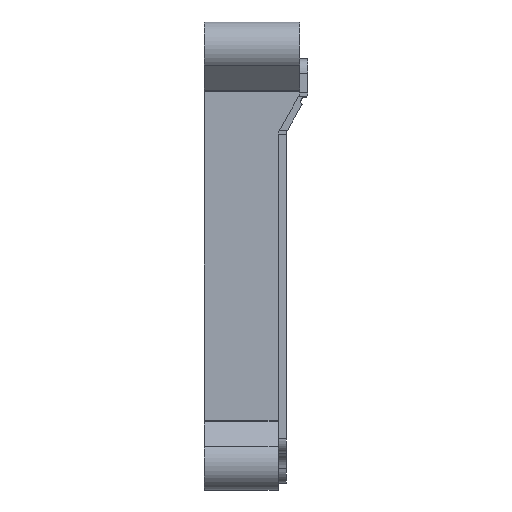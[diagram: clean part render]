
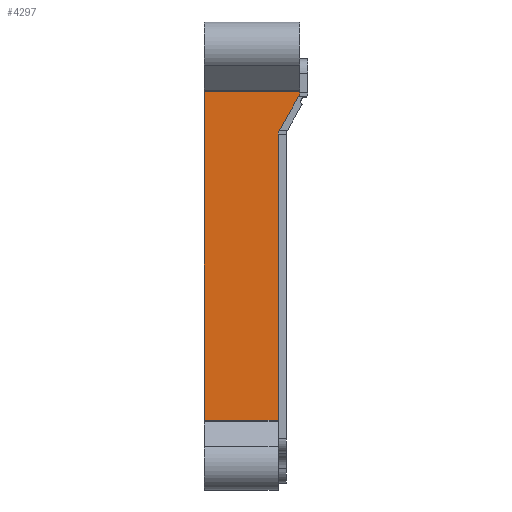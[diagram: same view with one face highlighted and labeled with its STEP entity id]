
A CAD part, left-side view. The second image highlights one B-rep face of the part: STEP entity #4297.
In plain terms, the highlighted planar face has unit normal (-1, 0, 0).
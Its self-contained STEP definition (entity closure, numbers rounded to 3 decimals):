
#65 = ORIENTED_EDGE ( 'NONE', *, *, #2348, .F. ) ;
#146 = ORIENTED_EDGE ( 'NONE', *, *, #3077, .T. ) ;
#353 = AXIS2_PLACEMENT_3D ( 'NONE', #831, #854, #1065 ) ;
#600 = CARTESIAN_POINT ( 'NONE',  ( -47.5, -23.5, -50.806 ) ) ;
#689 = CARTESIAN_POINT ( 'NONE',  ( -47.5, -28.232, 24.536 ) ) ;
#831 = CARTESIAN_POINT ( 'NONE',  ( -47.5, -25.5, 15.804 ) ) ;
#854 = DIRECTION ( 'NONE',  ( 1., 0., 0. ) ) ;
#865 = CARTESIAN_POINT ( 'NONE',  ( -47.5, -28.5, 32. ) ) ;
#1034 = AXIS2_PLACEMENT_3D ( 'NONE', #5927, #1108, #4495 ) ;
#1062 = VERTEX_POINT ( 'NONE', #689 ) ;
#1065 = DIRECTION ( 'NONE',  ( 0., 0., 1. ) ) ;
#1071 = DIRECTION ( 'NONE',  ( 0., 0., 1. ) ) ;
#1108 = DIRECTION ( 'NONE',  ( -1., 0., 0. ) ) ;
#1155 = ORIENTED_EDGE ( 'NONE', *, *, #5323, .T. ) ;
#1171 = CIRCLE ( 'NONE', #1371, 2. ) ;
#1198 = FACE_OUTER_BOUND ( 'NONE', #4086, .T. ) ;
#1285 = CARTESIAN_POINT ( 'NONE',  ( -47.5, -6.3, -50.806 ) ) ;
#1371 = AXIS2_PLACEMENT_3D ( 'NONE', #2112, #5506, #2572 ) ;
#1453 = CARTESIAN_POINT ( 'NONE',  ( -47.5, -23.5, -35. ) ) ;
#1543 = CARTESIAN_POINT ( 'NONE',  ( -47.5, -6.3, 25.806 ) ) ;
#1574 = CARTESIAN_POINT ( 'NONE',  ( -47.5, -23.768, 16.804 ) ) ;
#1587 = PLANE ( 'NONE',  #1034 ) ;
#1638 = VECTOR ( 'NONE', #5707, 1000. ) ;
#1659 = VECTOR ( 'NONE', #1071, 1000. ) ;
#1660 = EDGE_CURVE ( 'NONE', #4300, #6093, #2270, .T. ) ;
#1686 = DIRECTION ( 'NONE',  ( 0., 0.5, -0.866 ) ) ;
#1780 = LINE ( 'NONE', #865, #1638 ) ;
#2112 = CARTESIAN_POINT ( 'NONE',  ( -47.5, -26.5, 25.536 ) ) ;
#2240 = VERTEX_POINT ( 'NONE', #2815 ) ;
#2265 = VERTEX_POINT ( 'NONE', #1285 ) ;
#2270 = CIRCLE ( 'NONE', #353, 2. ) ;
#2348 = EDGE_CURVE ( 'NONE', #1062, #6093, #4123, .T. ) ;
#2406 = ORIENTED_EDGE ( 'NONE', *, *, #2771, .T. ) ;
#2421 = ORIENTED_EDGE ( 'NONE', *, *, #4194, .T. ) ;
#2487 = LINE ( 'NONE', #1453, #1659 ) ;
#2572 = DIRECTION ( 'NONE',  ( 0., 0., 1. ) ) ;
#2574 = VERTEX_POINT ( 'NONE', #4840 ) ;
#2662 = CARTESIAN_POINT ( 'NONE',  ( -47.5, -1.269, -22.165 ) ) ;
#2752 = CARTESIAN_POINT ( 'NONE',  ( -47.5, -6.3, -35. ) ) ;
#2771 = EDGE_CURVE ( 'NONE', #2574, #4300, #2487, .T. ) ;
#2815 = CARTESIAN_POINT ( 'NONE',  ( -47.5, -28.5, 25.536 ) ) ;
#2823 = CARTESIAN_POINT ( 'NONE',  ( -47.5, -6.3, 25.806 ) ) ;
#2829 = CARTESIAN_POINT ( 'NONE',  ( -47.5, -28.5, 25.806 ) ) ;
#2974 = DIRECTION ( 'NONE',  ( 0., 1., 0. ) ) ;
#3073 = VECTOR ( 'NONE', #4464, 1000. ) ;
#3077 = EDGE_CURVE ( 'NONE', #3785, #2265, #6031, .T. ) ;
#3244 = LINE ( 'NONE', #600, #3073 ) ;
#3379 = EDGE_CURVE ( 'NONE', #5921, #3785, #4988, .T. ) ;
#3558 = ORIENTED_EDGE ( 'NONE', *, *, #3379, .T. ) ;
#3785 = VERTEX_POINT ( 'NONE', #2823 ) ;
#3898 = VECTOR ( 'NONE', #1686, 1000. ) ;
#4086 = EDGE_LOOP ( 'NONE', ( #2421, #3558, #146, #1155, #2406, #4658, #65, #5331 ) ) ;
#4123 = LINE ( 'NONE', #2662, #3898 ) ;
#4194 = EDGE_CURVE ( 'NONE', #2240, #5921, #1780, .T. ) ;
#4297 = ADVANCED_FACE ( 'NONE', ( #1198 ), #1587, .T. ) ;
#4300 = VERTEX_POINT ( 'NONE', #4998 ) ;
#4321 = EDGE_CURVE ( 'NONE', #1062, #2240, #1171, .T. ) ;
#4464 = DIRECTION ( 'NONE',  ( 0., -1., 0. ) ) ;
#4495 = DIRECTION ( 'NONE',  ( 0., 0., 1. ) ) ;
#4658 = ORIENTED_EDGE ( 'NONE', *, *, #1660, .T. ) ;
#4786 = VECTOR ( 'NONE', #2974, 1000. ) ;
#4840 = CARTESIAN_POINT ( 'NONE',  ( -47.5, -23.5, -50.806 ) ) ;
#4988 = LINE ( 'NONE', #1543, #4786 ) ;
#4998 = CARTESIAN_POINT ( 'NONE',  ( -47.5, -23.5, 15.804 ) ) ;
#5323 = EDGE_CURVE ( 'NONE', #2265, #2574, #3244, .T. ) ;
#5331 = ORIENTED_EDGE ( 'NONE', *, *, #4321, .T. ) ;
#5506 = DIRECTION ( 'NONE',  ( -1., 0., 0. ) ) ;
#5707 = DIRECTION ( 'NONE',  ( 0., 0., 1. ) ) ;
#5921 = VERTEX_POINT ( 'NONE', #2829 ) ;
#5927 = CARTESIAN_POINT ( 'NONE',  ( -47.5, -23.5, -35. ) ) ;
#6031 = LINE ( 'NONE', #2752, #6098 ) ;
#6093 = VERTEX_POINT ( 'NONE', #1574 ) ;
#6098 = VECTOR ( 'NONE', #6131, 1000. ) ;
#6131 = DIRECTION ( 'NONE',  ( 0., 0., -1. ) ) ;
